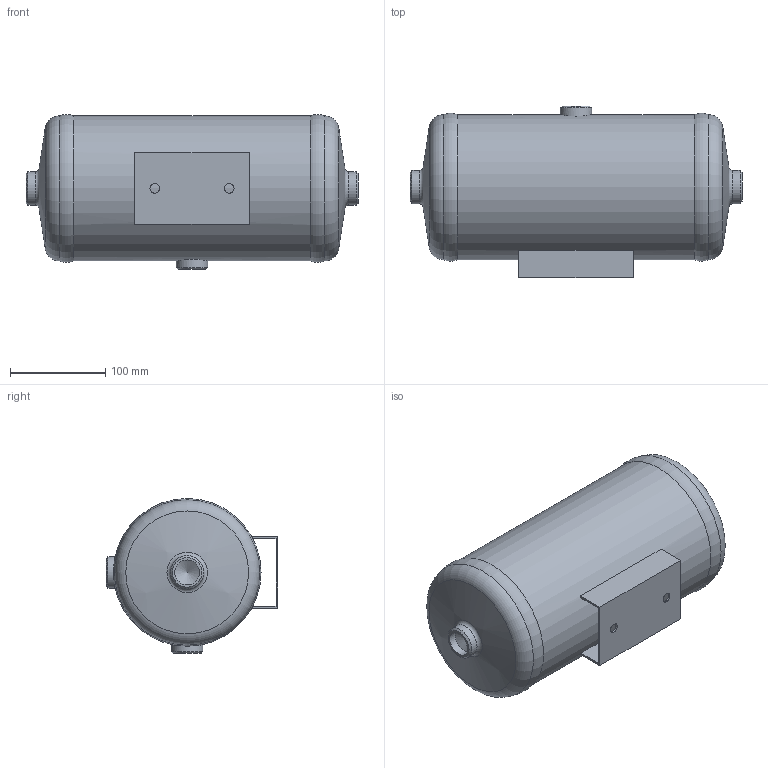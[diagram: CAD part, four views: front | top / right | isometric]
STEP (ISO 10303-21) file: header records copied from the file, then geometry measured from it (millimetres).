
FILE_DESCRIPTION(/* description */ (''),/* implementation_level */ '2;1');
FILE_NAME(/* name */ '3D_calval5l.stp',/* time_stamp */ '2020-07-16T12:30:24+02:00',/* author */ ('JosepM'),/* organization */ (''),/* preprocessor_version */ 'ST-DEVELOPER v17',/* originating_system */ 'Autodesk Inventor 2019',/* authorisation */ '');
FILE_SCHEMA (('AUTOMOTIVE_DESIGN { 1 0 10303 214 3 1 1 }'));
Length unit declared in the file: millimetre
Products named in the file (1): 3D_calval5l
Bounding box: 348 x 180.1 x 162.42 mm (x, y, z)
Volume: 5700489.1 mm3; surface area: 215224.7 mm2
Topology: 1 solids, 1 shells, 39 faces, 115 edges, 83 vertices
Faces by surface type: plane 13, cylinder 11, cone 7, torus 6, sphere 2
Full cylindrical faces by diameter (mm): 10.106 x2, 20 x2, 26 x2, 33 x2, 35 x2, 152 x1
Entity records: 1538 total; most frequent: CARTESIAN_POINT 367, DIRECTION 258, ORIENTED_EDGE 224, EDGE_CURVE 112, AXIS2_PLACEMENT_3D 110, VERTEX_POINT 83, CIRCLE 70, EDGE_LOOP 53
